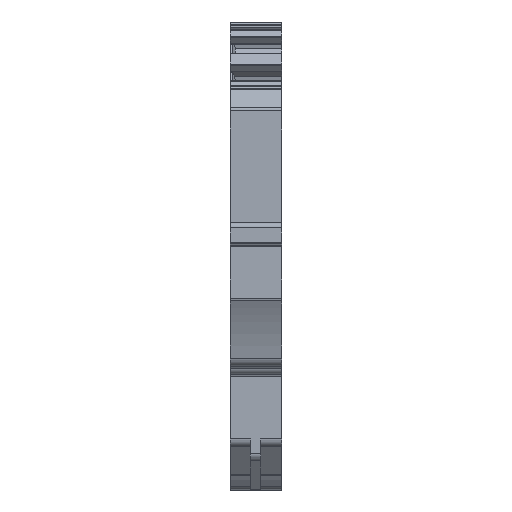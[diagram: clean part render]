
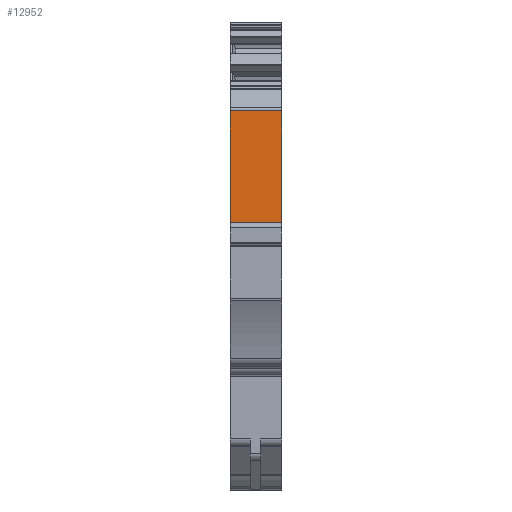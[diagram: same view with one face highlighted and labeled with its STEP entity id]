
A CAD part, front view. The second image highlights one B-rep face of the part: STEP entity #12952.
In plain terms, the highlighted planar face has unit normal (0, -1, 0).
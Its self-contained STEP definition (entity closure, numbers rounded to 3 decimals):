
#12941=AXIS2_PLACEMENT_3D('Plane Axis2P3D',#12938,#12939,#12940) ;
#2844=CARTESIAN_POINT('Vertex',(5.,26.1,36.492)) ;
#2847=CARTESIAN_POINT('Line Origine',(5.,26.1,30.154)) ;
#2851=CARTESIAN_POINT('Vertex',(5.,26.1,23.817)) ;
#6380=CARTESIAN_POINT('Vertex',(0.,26.1,25.75)) ;
#6383=CARTESIAN_POINT('Line Origine',(0.,26.1,31.121)) ;
#6387=CARTESIAN_POINT('Vertex',(0.,26.1,36.492)) ;
#7916=CARTESIAN_POINT('Vertex',(0.9,26.1,25.23)) ;
#7919=CARTESIAN_POINT('Line Origine',(0.75,26.1,25.49)) ;
#7923=CARTESIAN_POINT('Vertex',(0.6,26.1,25.75)) ;
#8419=CARTESIAN_POINT('Vertex',(0.9,26.1,23.817)) ;
#8422=CARTESIAN_POINT('Line Origine',(0.9,26.1,24.524)) ;
#9223=CARTESIAN_POINT('Line Origine',(0.3,26.1,25.75)) ;
#9519=CARTESIAN_POINT('Line Origine',(2.856,26.1,23.817)) ;
#9536=CARTESIAN_POINT('Line Origine',(2.5,26.1,36.492)) ;
#12938=CARTESIAN_POINT('Axis2P3D Location',(-1.,26.1,25.75)) ;
#2848=DIRECTION('Vector Direction',(0.,0.,1.)) ;
#6384=DIRECTION('Vector Direction',(0.,0.,1.)) ;
#7920=DIRECTION('Vector Direction',(0.5,0.,-0.866)) ;
#8423=DIRECTION('Vector Direction',(0.,0.,1.)) ;
#9224=DIRECTION('Vector Direction',(-1.,0.,0.)) ;
#9520=DIRECTION('Vector Direction',(-1.,0.,0.)) ;
#9537=DIRECTION('Vector Direction',(-1.,0.,0.)) ;
#12939=DIRECTION('Axis2P3D Direction',(0.,-1.,0.)) ;
#12940=DIRECTION('Axis2P3D XDirection',(0.,0.,1.)) ;
#2849=VECTOR('Line Direction',#2848,1.) ;
#6385=VECTOR('Line Direction',#6384,1.) ;
#7921=VECTOR('Line Direction',#7920,1.) ;
#8424=VECTOR('Line Direction',#8423,1.) ;
#9225=VECTOR('Line Direction',#9224,1.) ;
#9521=VECTOR('Line Direction',#9520,1.) ;
#9538=VECTOR('Line Direction',#9537,1.) ;
#12944=ORIENTED_EDGE('',*,*,#9540,.T.) ;
#12945=ORIENTED_EDGE('',*,*,#6389,.F.) ;
#12946=ORIENTED_EDGE('',*,*,#9227,.F.) ;
#12947=ORIENTED_EDGE('',*,*,#7925,.T.) ;
#12948=ORIENTED_EDGE('',*,*,#8426,.F.) ;
#12949=ORIENTED_EDGE('',*,*,#9523,.F.) ;
#12950=ORIENTED_EDGE('',*,*,#2853,.T.) ;
#12952=ADVANCED_FACE('KLTR ZIA1.5/3L-PE.1\\K\X2\00F6\X0\rper.8 ( *SOL1 - wsp *MASTER -  -Non Smart-  )',(#12951),#12942,.T.) ;
#2853=EDGE_CURVE('',#2852,#2845,#2850,.T.) ;
#6389=EDGE_CURVE('',#6381,#6388,#6386,.T.) ;
#7925=EDGE_CURVE('',#7924,#7917,#7922,.T.) ;
#8426=EDGE_CURVE('',#8420,#7917,#8425,.T.) ;
#9227=EDGE_CURVE('',#7924,#6381,#9226,.T.) ;
#9523=EDGE_CURVE('',#2852,#8420,#9522,.T.) ;
#9540=EDGE_CURVE('',#2845,#6388,#9539,.T.) ;
#12943=EDGE_LOOP('',(#12944,#12945,#12946,#12947,#12948,#12949,#12950)) ;
#12951=FACE_OUTER_BOUND('',#12943,.T.) ;
#2850=LINE('Line',#2847,#2849) ;
#6386=LINE('Line',#6383,#6385) ;
#7922=LINE('Line',#7919,#7921) ;
#8425=LINE('Line',#8422,#8424) ;
#9226=LINE('Line',#9223,#9225) ;
#9522=LINE('Line',#9519,#9521) ;
#9539=LINE('Line',#9536,#9538) ;
#12942=PLANE('',#12941) ;
#2845=VERTEX_POINT('',#2844) ;
#2852=VERTEX_POINT('',#2851) ;
#6381=VERTEX_POINT('',#6380) ;
#6388=VERTEX_POINT('',#6387) ;
#7917=VERTEX_POINT('',#7916) ;
#7924=VERTEX_POINT('',#7923) ;
#8420=VERTEX_POINT('',#8419) ;
